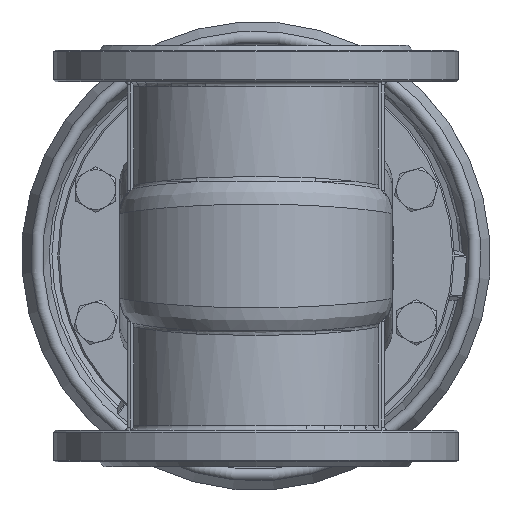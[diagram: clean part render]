
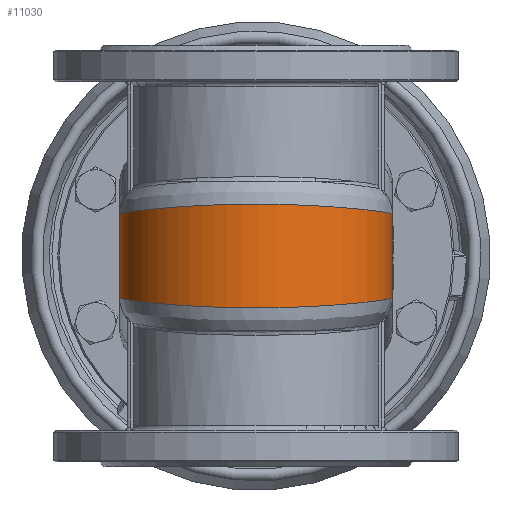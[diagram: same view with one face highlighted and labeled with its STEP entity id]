
A CAD part, front view. The second image highlights one B-rep face of the part: STEP entity #11030.
In plain terms, the highlighted cylindrical face has radius 82.5 mm (diameter 165 mm), a partial arc.
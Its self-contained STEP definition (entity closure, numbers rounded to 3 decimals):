
#1783=FACE_OUTER_BOUND('',#2487,.T.);
#2487=EDGE_LOOP('',(#8886,#8887,#8888,#8889));
#2843=B_SPLINE_CURVE_WITH_KNOTS('',3,(#18603,#18604,#18605,#18606,#18607,
#18608,#18609,#18610,#18611,#18612,#18613,#18614,#18615),.UNSPECIFIED.,
 .F.,.F.,(4,1,1,1,1,1,1,1,1,1,4),(0.,2.811,5.622,7.027,
8.433,9.37,11.244,12.649,14.055,
16.866,19.677),.UNSPECIFIED.);
#2908=B_SPLINE_CURVE_WITH_KNOTS('',3,(#20202,#20203,#20204,#20205,#20206,
#20207,#20208,#20209,#20210,#20211,#20212,#20213,#20214),.UNSPECIFIED.,
 .F.,.F.,(4,1,1,1,1,1,1,1,1,1,4),(0.,2.811,5.622,7.027,
8.433,9.37,11.244,12.649,14.055,
16.866,19.677),.UNSPECIFIED.);
#3401=LINE('',#17990,#3973);
#3484=LINE('',#21027,#4056);
#3973=VECTOR('',#14035,10.);
#4056=VECTOR('',#14604,10.);
#4635=VERTEX_POINT('',#17987);
#4636=VERTEX_POINT('',#17989);
#4691=VERTEX_POINT('',#18535);
#4806=VERTEX_POINT('',#20080);
#5891=EDGE_CURVE('',#4636,#4635,#3401,.T.);
#5970=EDGE_CURVE('',#4635,#4691,#2843,.T.);
#6167=EDGE_CURVE('',#4636,#4806,#2908,.T.);
#6238=EDGE_CURVE('',#4806,#4691,#3484,.T.);
#8886=ORIENTED_EDGE('',*,*,#6167,.F.);
#8887=ORIENTED_EDGE('',*,*,#5891,.T.);
#8888=ORIENTED_EDGE('',*,*,#5970,.T.);
#8889=ORIENTED_EDGE('',*,*,#6238,.F.);
#10011=CYLINDRICAL_SURFACE('',#12179,82.5);
#11030=ADVANCED_FACE('',(#1783),#10011,.T.);
#12179=AXIS2_PLACEMENT_3D('',#21026,#14602,#14603);
#14035=DIRECTION('',(0.,0.,1.));
#14602=DIRECTION('center_axis',(0.,0.,-1.));
#14603=DIRECTION('ref_axis',(1.,0.,0.));
#14604=DIRECTION('',(0.,0.,1.));
#17987=CARTESIAN_POINT('',(82.5,0.,152.827));
#17989=CARTESIAN_POINT('',(82.5,0.,102.173));
#17990=CARTESIAN_POINT('',(82.5,0.,127.5));
#18535=CARTESIAN_POINT('',(-82.5,0.,152.827));
#18603=CARTESIAN_POINT('Ctrl Pts',(82.5,0.,152.827));
#18604=CARTESIAN_POINT('Ctrl Pts',(82.5,-12.36,153.16));
#18605=CARTESIAN_POINT('Ctrl Pts',(76.857,-37.042,154.364));
#18606=CARTESIAN_POINT('Ctrl Pts',(57.167,-61.719,156.55));
#18607=CARTESIAN_POINT('Ctrl Pts',(36.147,-74.929,157.956));
#18608=CARTESIAN_POINT('Ctrl Pts',(20.509,-80.417,158.591));
#18609=CARTESIAN_POINT('Ctrl Pts',(2.116,-83.196,158.923));
#18610=CARTESIAN_POINT('Ctrl Pts',(-16.597,-81.796,
158.752));
#18611=CARTESIAN_POINT('Ctrl Pts',(-36.146,-74.928,
157.955));
#18612=CARTESIAN_POINT('Ctrl Pts',(-57.165,-61.721,
156.55));
#18613=CARTESIAN_POINT('Ctrl Pts',(-76.857,-37.044,
154.364));
#18614=CARTESIAN_POINT('Ctrl Pts',(-82.5,-12.36,153.16));
#18615=CARTESIAN_POINT('Ctrl Pts',(-82.5,0.,152.827));
#20080=CARTESIAN_POINT('',(-82.5,0.,102.173));
#20202=CARTESIAN_POINT('Ctrl Pts',(82.5,0.,102.173));
#20203=CARTESIAN_POINT('Ctrl Pts',(82.5,-12.36,101.84));
#20204=CARTESIAN_POINT('Ctrl Pts',(76.857,-37.042,100.636));
#20205=CARTESIAN_POINT('Ctrl Pts',(57.167,-61.719,98.45));
#20206=CARTESIAN_POINT('Ctrl Pts',(36.147,-74.929,97.044));
#20207=CARTESIAN_POINT('Ctrl Pts',(20.509,-80.417,96.409));
#20208=CARTESIAN_POINT('Ctrl Pts',(2.115,-83.196,96.077));
#20209=CARTESIAN_POINT('Ctrl Pts',(-16.597,-81.796,
96.248));
#20210=CARTESIAN_POINT('Ctrl Pts',(-36.146,-74.927,
97.045));
#20211=CARTESIAN_POINT('Ctrl Pts',(-57.165,-61.721,98.45));
#20212=CARTESIAN_POINT('Ctrl Pts',(-76.857,-37.044,
100.636));
#20213=CARTESIAN_POINT('Ctrl Pts',(-82.5,-12.36,101.84));
#20214=CARTESIAN_POINT('Ctrl Pts',(-82.5,0.,102.173));
#21026=CARTESIAN_POINT('Origin',(0.,0.,127.5));
#21027=CARTESIAN_POINT('',(-82.5,0.,127.5));
